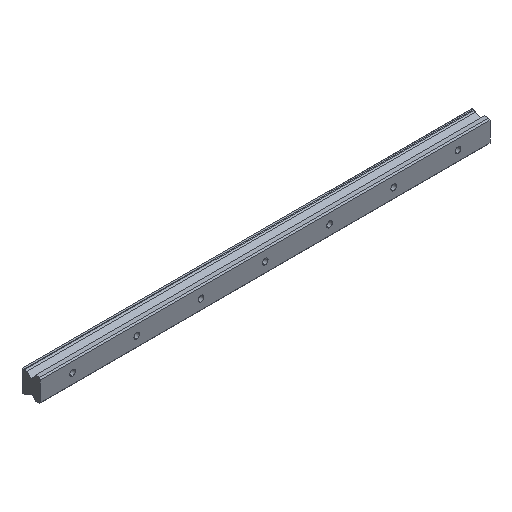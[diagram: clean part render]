
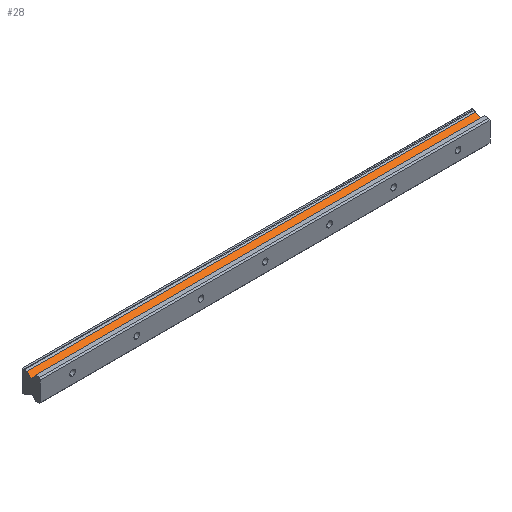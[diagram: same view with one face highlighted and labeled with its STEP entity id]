
A CAD part, isometric view. The second image highlights one B-rep face of the part: STEP entity #28.
In plain terms, the highlighted planar face has unit normal (0, -0.495, 0.869).
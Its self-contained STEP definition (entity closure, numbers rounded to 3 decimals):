
#28 = ADVANCED_FACE ( 'NONE', ( #1359 ), #1397, .F. ) ;
#44 = DIRECTION ( 'NONE',  ( 0., -0.869, -0.495 ) ) ;
#85 = VERTEX_POINT ( 'NONE', #1706 ) ;
#170 = CARTESIAN_POINT ( 'NONE',  ( -40., 17.63, 12.425 ) ) ;
#176 = CARTESIAN_POINT ( 'NONE',  ( 520., 17.63, 12.425 ) ) ;
#229 = LINE ( 'NONE', #827, #1994 ) ;
#336 = CARTESIAN_POINT ( 'NONE',  ( 520., 11.018, 8.66 ) ) ;
#419 = LINE ( 'NONE', #1040, #1051 ) ;
#433 = VECTOR ( 'NONE', #1095, 1000. ) ;
#480 = LINE ( 'NONE', #170, #433 ) ;
#586 = EDGE_CURVE ( 'NONE', #713, #1728, #480, .T. ) ;
#600 = ORIENTED_EDGE ( 'NONE', *, *, #586, .T. ) ;
#601 = DIRECTION ( 'NONE',  ( -1., 0., 0. ) ) ;
#640 = EDGE_CURVE ( 'NONE', #85, #1195, #229, .T. ) ;
#649 = DIRECTION ( 'NONE',  ( 1., 0., 0. ) ) ;
#713 = VERTEX_POINT ( 'NONE', #1531 ) ;
#721 = EDGE_CURVE ( 'NONE', #1195, #1728, #419, .T. ) ;
#793 = CARTESIAN_POINT ( 'NONE',  ( -40., 11.018, 8.66 ) ) ;
#827 = CARTESIAN_POINT ( 'NONE',  ( 520., 17.63, 12.425 ) ) ;
#848 = ORIENTED_EDGE ( 'NONE', *, *, #1745, .F. ) ;
#1033 = AXIS2_PLACEMENT_3D ( 'NONE', #176, #1831, #1529 ) ;
#1040 = CARTESIAN_POINT ( 'NONE',  ( 520., 11.018, 8.66 ) ) ;
#1051 = VECTOR ( 'NONE', #601, 1000. ) ;
#1071 = LINE ( 'NONE', #1392, #2018 ) ;
#1095 = DIRECTION ( 'NONE',  ( 0., -0.869, -0.495 ) ) ;
#1195 = VERTEX_POINT ( 'NONE', #336 ) ;
#1359 = FACE_OUTER_BOUND ( 'NONE', #1586, .T. ) ;
#1392 = CARTESIAN_POINT ( 'NONE',  ( 520., 17.63, 12.425 ) ) ;
#1397 = PLANE ( 'NONE',  #1033 ) ;
#1529 = DIRECTION ( 'NONE',  ( 0., 0.869, 0.495 ) ) ;
#1531 = CARTESIAN_POINT ( 'NONE',  ( -40., 17.63, 12.425 ) ) ;
#1586 = EDGE_LOOP ( 'NONE', ( #1618, #1636, #848, #600 ) ) ;
#1618 = ORIENTED_EDGE ( 'NONE', *, *, #721, .F. ) ;
#1636 = ORIENTED_EDGE ( 'NONE', *, *, #640, .F. ) ;
#1706 = CARTESIAN_POINT ( 'NONE',  ( 520., 17.63, 12.425 ) ) ;
#1728 = VERTEX_POINT ( 'NONE', #793 ) ;
#1745 = EDGE_CURVE ( 'NONE', #713, #85, #1071, .T. ) ;
#1831 = DIRECTION ( 'NONE',  ( 0., 0.495, -0.869 ) ) ;
#1994 = VECTOR ( 'NONE', #44, 1000. ) ;
#2018 = VECTOR ( 'NONE', #649, 1000. ) ;
